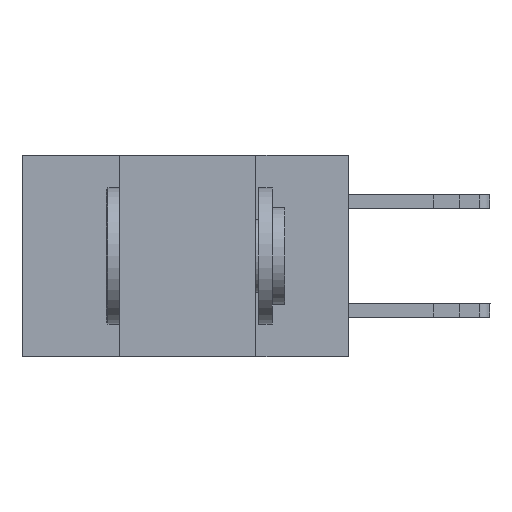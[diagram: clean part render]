
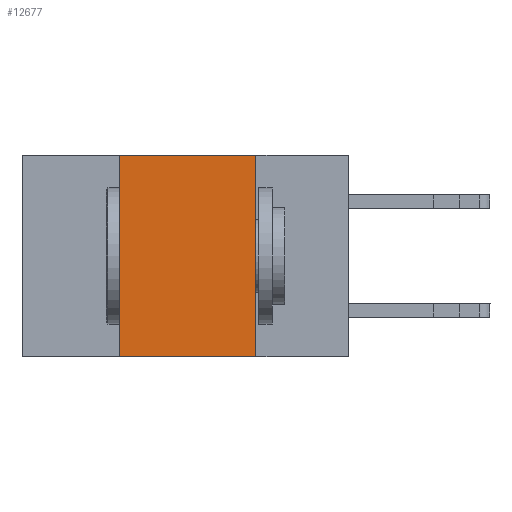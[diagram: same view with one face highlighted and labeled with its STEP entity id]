
A CAD part, left-side view. The second image highlights one B-rep face of the part: STEP entity #12677.
In plain terms, the highlighted planar face has unit normal (-1, 0, 0).
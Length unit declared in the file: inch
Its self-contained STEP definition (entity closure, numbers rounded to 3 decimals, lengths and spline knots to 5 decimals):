
#65 = VERTEX_POINT ( 'NONE', #11247 ) ;
#103 = VERTEX_POINT ( 'NONE', #1726 ) ;
#313 = CARTESIAN_POINT ( 'NONE',  ( 0., 0.17, -0.37 ) ) ;
#458 = DIRECTION ( 'NONE',  ( 0., 0., -1. ) ) ;
#461 = LINE ( 'NONE', #10086, #6222 ) ;
#1094 = CARTESIAN_POINT ( 'NONE',  ( 0., 0.6, -0.37 ) ) ;
#1726 = CARTESIAN_POINT ( 'NONE',  ( 0., 0.17, 0. ) ) ;
#2077 = VECTOR ( 'NONE', #458, 39.37008 ) ;
#2314 = ORIENTED_EDGE ( 'NONE', *, *, #13445, .T. ) ;
#2405 = ORIENTED_EDGE ( 'NONE', *, *, #12529, .F. ) ;
#2553 = VERTEX_POINT ( 'NONE', #11462 ) ;
#3152 = ORIENTED_EDGE ( 'NONE', *, *, #11673, .F. ) ;
#4067 = VECTOR ( 'NONE', #5705, 39.37008 ) ;
#4455 = FACE_OUTER_BOUND ( 'NONE', #5154, .T. ) ;
#4657 = CARTESIAN_POINT ( 'NONE',  ( 0., 0.17, -0.37 ) ) ;
#4702 = VERTEX_POINT ( 'NONE', #4657 ) ;
#5104 = CARTESIAN_POINT ( 'NONE',  ( 0., 0.6, 0. ) ) ;
#5154 = EDGE_LOOP ( 'NONE', ( #11256, #2405, #3152, #2314 ) ) ;
#5705 = DIRECTION ( 'NONE',  ( 0., -1., 0. ) ) ;
#6222 = VECTOR ( 'NONE', #10127, 39.37008 ) ;
#6875 = LINE ( 'NONE', #9660, #9332 ) ;
#7254 = DIRECTION ( 'NONE',  ( 0., 0., -1. ) ) ;
#7712 = AXIS2_PLACEMENT_3D ( 'NONE', #5104, #13335, #7254 ) ;
#8250 = LINE ( 'NONE', #313, #2077 ) ;
#8894 = EDGE_CURVE ( 'NONE', #103, #4702, #8250, .T. ) ;
#9332 = VECTOR ( 'NONE', #10665, 39.37008 ) ;
#9660 = CARTESIAN_POINT ( 'NONE',  ( 0., 0.42, -0.37 ) ) ;
#10086 = CARTESIAN_POINT ( 'NONE',  ( 0., 0.6, 0. ) ) ;
#10127 = DIRECTION ( 'NONE',  ( 0., -1., 0. ) ) ;
#10665 = DIRECTION ( 'NONE',  ( 0., 0., 1. ) ) ;
#11247 = CARTESIAN_POINT ( 'NONE',  ( 0., 0.42, 0. ) ) ;
#11256 = ORIENTED_EDGE ( 'NONE', *, *, #8894, .F. ) ;
#11462 = CARTESIAN_POINT ( 'NONE',  ( 0., 0.42, -0.37 ) ) ;
#11673 = EDGE_CURVE ( 'NONE', #2553, #65, #6875, .T. ) ;
#12328 = PLANE ( 'NONE',  #7712 ) ;
#12405 = LINE ( 'NONE', #1094, #4067 ) ;
#12529 = EDGE_CURVE ( 'NONE', #65, #103, #461, .T. ) ;
#12677 = ADVANCED_FACE ( 'NONE', ( #4455 ), #12328, .F. ) ;
#13335 = DIRECTION ( 'NONE',  ( 1., 0., 0. ) ) ;
#13445 = EDGE_CURVE ( 'NONE', #2553, #4702, #12405, .T. ) ;
